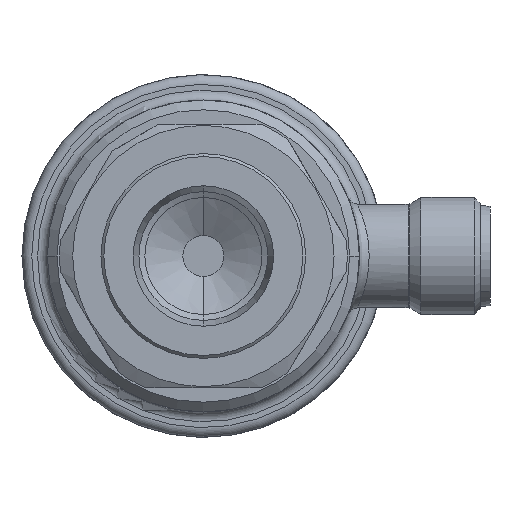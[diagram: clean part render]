
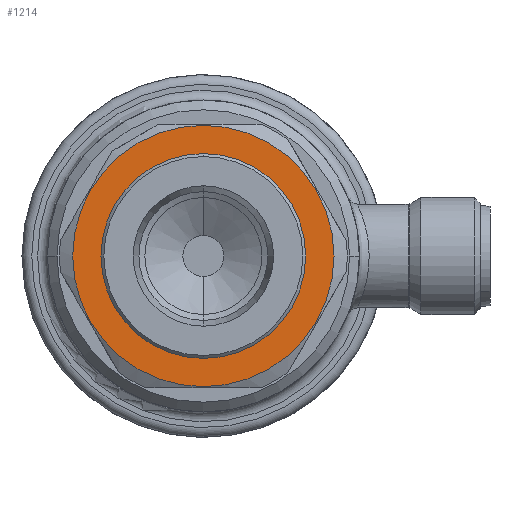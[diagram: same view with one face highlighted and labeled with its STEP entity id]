
A CAD part, front view. The second image highlights one B-rep face of the part: STEP entity #1214.
In plain terms, the highlighted face is planar.
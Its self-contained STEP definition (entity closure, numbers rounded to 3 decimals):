
#125 = ORIENTED_EDGE ( 'NONE', *, *, #282, .F. ) ;
#174 = FACE_BOUND ( 'NONE', #7284, .T. ) ;
#227 = DIRECTION ( 'NONE',  ( -1., 0., 0. ) ) ;
#282 = EDGE_CURVE ( 'NONE', #4599, #2379, #3080, .T. ) ;
#319 = ORIENTED_EDGE ( 'NONE', *, *, #2997, .T. ) ;
#1080 = ORIENTED_EDGE ( 'NONE', *, *, #1718, .T. ) ;
#1160 = CARTESIAN_POINT ( 'NONE',  ( 33.5, 0., -10.5 ) ) ;
#1214 = ADVANCED_FACE ( 'NONE', ( #1288, #174 ), #5310, .F. ) ;
#1215 = CARTESIAN_POINT ( 'NONE',  ( 33.5, 0., 0. ) ) ;
#1288 = FACE_OUTER_BOUND ( 'NONE', #4121, .T. ) ;
#1686 = AXIS2_PLACEMENT_3D ( 'NONE', #1215, #7073, #2567 ) ;
#1718 = EDGE_CURVE ( 'NONE', #6848, #4246, #4505, .T. ) ;
#1923 = AXIS2_PLACEMENT_3D ( 'NONE', #6969, #5801, #3323 ) ;
#2300 = AXIS2_PLACEMENT_3D ( 'NONE', #6036, #3678, #4271 ) ;
#2379 = VERTEX_POINT ( 'NONE', #3015 ) ;
#2567 = DIRECTION ( 'NONE',  ( 0., 0., 1. ) ) ;
#2992 = ORIENTED_EDGE ( 'NONE', *, *, #7452, .F. ) ;
#2997 = EDGE_CURVE ( 'NONE', #4246, #6848, #3697, .T. ) ;
#3015 = CARTESIAN_POINT ( 'NONE',  ( 33.5, 0., 13.4 ) ) ;
#3080 = CIRCLE ( 'NONE', #1686, 13.4 ) ;
#3287 = CIRCLE ( 'NONE', #4288, 13.4 ) ;
#3323 = DIRECTION ( 'NONE',  ( 0., 0., 1. ) ) ;
#3498 = CARTESIAN_POINT ( 'NONE',  ( 33.5, 0., -13.4 ) ) ;
#3597 = DIRECTION ( 'NONE',  ( -1., 0., 0. ) ) ;
#3678 = DIRECTION ( 'NONE',  ( -1., 0., 0. ) ) ;
#3697 = CIRCLE ( 'NONE', #7660, 10.5 ) ;
#3850 = CARTESIAN_POINT ( 'NONE',  ( 33.5, 0., 0. ) ) ;
#4121 = EDGE_LOOP ( 'NONE', ( #2992, #125 ) ) ;
#4246 = VERTEX_POINT ( 'NONE', #7172 ) ;
#4271 = DIRECTION ( 'NONE',  ( 0., 0., 1. ) ) ;
#4288 = AXIS2_PLACEMENT_3D ( 'NONE', #7188, #3597, #7826 ) ;
#4441 = DIRECTION ( 'NONE',  ( 0., 0., 1. ) ) ;
#4505 = CIRCLE ( 'NONE', #1923, 10.5 ) ;
#4599 = VERTEX_POINT ( 'NONE', #3498 ) ;
#5310 = PLANE ( 'NONE',  #2300 ) ;
#5801 = DIRECTION ( 'NONE',  ( -1., 0., 0. ) ) ;
#6036 = CARTESIAN_POINT ( 'NONE',  ( 33.5, 13.4, 0. ) ) ;
#6848 = VERTEX_POINT ( 'NONE', #1160 ) ;
#6969 = CARTESIAN_POINT ( 'NONE',  ( 33.5, 0., 0. ) ) ;
#7073 = DIRECTION ( 'NONE',  ( -1., 0., 0. ) ) ;
#7172 = CARTESIAN_POINT ( 'NONE',  ( 33.5, 0., 10.5 ) ) ;
#7188 = CARTESIAN_POINT ( 'NONE',  ( 33.5, 0., 0. ) ) ;
#7284 = EDGE_LOOP ( 'NONE', ( #319, #1080 ) ) ;
#7452 = EDGE_CURVE ( 'NONE', #2379, #4599, #3287, .T. ) ;
#7660 = AXIS2_PLACEMENT_3D ( 'NONE', #3850, #227, #4441 ) ;
#7826 = DIRECTION ( 'NONE',  ( 0., 0., 1. ) ) ;
